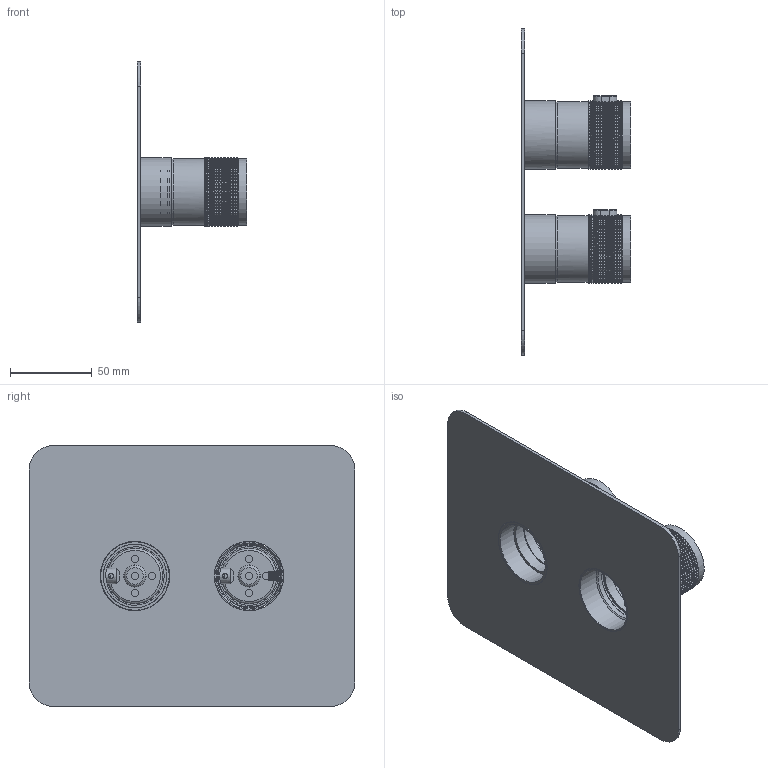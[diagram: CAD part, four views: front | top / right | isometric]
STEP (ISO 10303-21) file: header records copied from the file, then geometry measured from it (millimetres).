
FILE_DESCRIPTION (( 'STEP AP203' ), '1' );
FILE_NAME ('84DP11564.STEP', '2025-10-03T10:05:20', ( '' ), ( '' ), 'SwSTEP 2.0', 'SolidWorks 2021', '' );
FILE_SCHEMA (( 'CONFIG_CONTROL_DESIGN' ));
Products named in the file (1): 84DP11564
Bounding box: 67.1 x 200 x 160 mm (x, y, z)
Volume: 91299.8 mm3; surface area: 114653.9 mm2
Topology: 14 solids, 14 shells, 6387 faces, 18989 edges, 12663 vertices
Faces by surface type: cylinder 3039, plane 3005, bspline 258, cone 66, torus 19
Full cylindrical faces by diameter (mm): 3 x8, 4.5 x8, 4.8 x2, 5.8 x10, 7.5 x1, 10.7 x2, 12.7 x2, 35.8 x1, 36 x2, 37.8 x2, 37.9 x2, 38 x3, 39 x3, 40.5 x2, 40.85 x2, 41 x4, 41.1 x4, 42 x2, 42.5 x2
Entity records: 227311 total; most frequent: CARTESIAN_POINT 65151, ORIENTED_EDGE 37644, DIRECTION 30620, EDGE_CURVE 18822, VERTEX_POINT 12598, AXIS2_PLACEMENT_3D 12342, EDGE_LOOP 6560, FACE_OUTER_BOUND 6450
